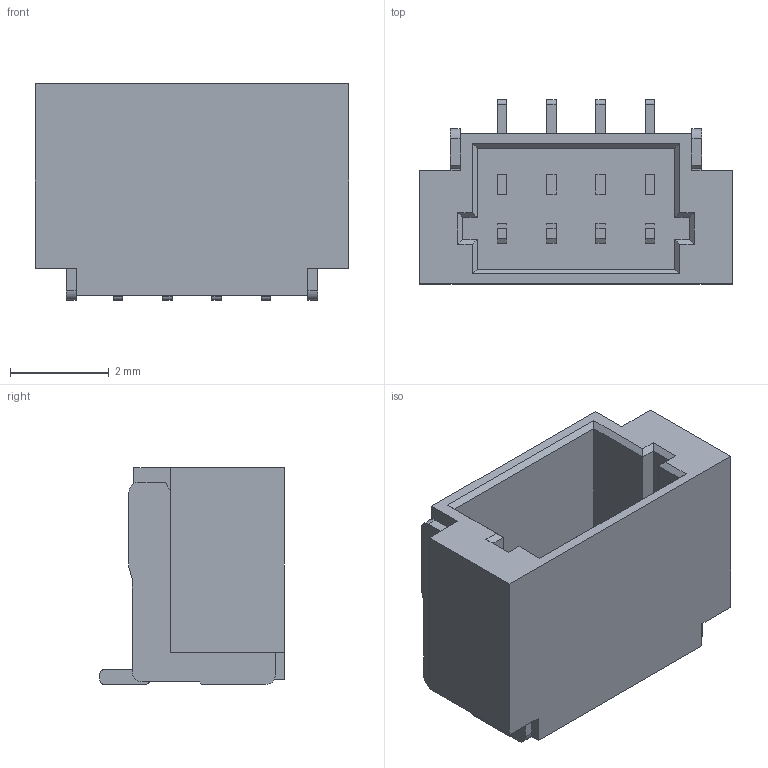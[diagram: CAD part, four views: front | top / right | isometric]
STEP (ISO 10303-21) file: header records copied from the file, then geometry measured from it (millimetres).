
FILE_DESCRIPTION(/* description */ (''),/* implementation_level */ '2;1');
FILE_NAME(/* name */ 'CONN-SMD_4P-P1.00-C3029334.step',/* time_stamp */ '2024-11-08T23:11:47+08:00',/* author */ (''),/* organization */ (''),/* preprocessor_version */ 'ST-DEVELOPER v20',/* originating_system */ 'Autodesk Translation Framework v13.20.0.188',/* authorisation */ '');
FILE_SCHEMA (('AUTOMOTIVE_DESIGN { 1 0 10303 214 3 1 1 }'));
Length unit declared in the file: millimetre
Products named in the file (2): CONN-SMD_4P-P1.00-C3029334; COMPOUND
Assembly tree (1 placements, depth 2):
  CONN-SMD_4P-P1.00-C3029334
    COMPOUND
Bounding box: 6.35 x 3.74 x 4.4 mm (x, y, z)
Volume: 46.9 mm3; surface area: 268.3 mm2
Topology: 5 solids, 5 shells, 455 faces, 1259 edges, 834 vertices
Faces by surface type: plane 335, bspline 98, cylinder 22
Entity records: 15385 total; most frequent: CARTESIAN_POINT 3587, ORIENTED_EDGE 2518, DIRECTION 1999, EDGE_CURVE 1259, LINE 1019, VECTOR 1019, VERTEX_POINT 834, AXIS2_PLACEMENT_3D 490
